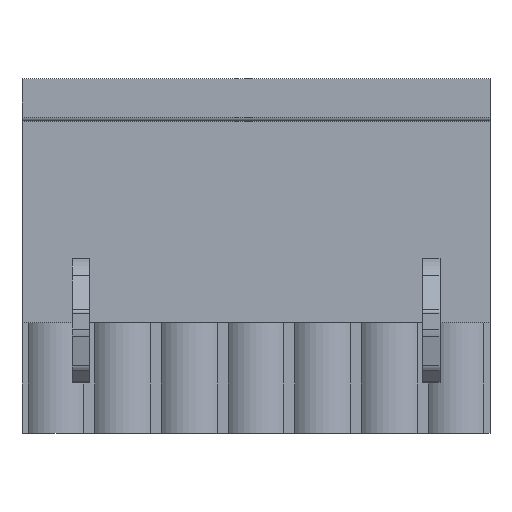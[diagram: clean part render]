
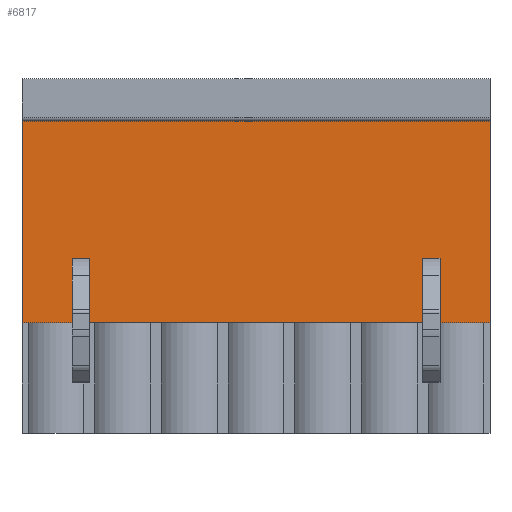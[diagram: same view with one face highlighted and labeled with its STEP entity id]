
A CAD part, top view. The second image highlights one B-rep face of the part: STEP entity #6817.
In plain terms, the highlighted planar face has unit normal (0, 0, 1).
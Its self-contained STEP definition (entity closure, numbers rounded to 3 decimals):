
#86=DIRECTION('',(0.,-1.,0.));
#87=VECTOR('',#86,15.1);
#88=CARTESIAN_POINT('',(0.,9.44,6.96));
#89=LINE('',#88,#87);
#757=DIRECTION('',(1.,0.,0.));
#758=VECTOR('',#757,3.75);
#759=CARTESIAN_POINT('',(0.,-5.66,6.96));
#760=LINE('',#759,#758);
#765=DIRECTION('',(1.,0.,0.));
#766=VECTOR('',#765,25.);
#767=CARTESIAN_POINT('',(5.05,-5.66,6.96));
#768=LINE('',#767,#766);
#773=DIRECTION('',(1.,0.,0.));
#774=VECTOR('',#773,3.75);
#775=CARTESIAN_POINT('',(31.35,-5.66,6.96));
#776=LINE('',#775,#774);
#852=DIRECTION('',(0.,1.,0.));
#853=VECTOR('',#852,4.844);
#854=CARTESIAN_POINT('',(3.75,-5.66,6.96));
#855=LINE('',#854,#853);
#856=DIRECTION('',(1.,0.,0.));
#857=VECTOR('',#856,35.1);
#858=CARTESIAN_POINT('',(0.,9.44,6.96));
#859=LINE('',#858,#857);
#860=DIRECTION('',(0.,1.,0.));
#861=VECTOR('',#860,4.844);
#862=CARTESIAN_POINT('',(31.35,-5.66,6.96));
#863=LINE('',#862,#861);
#864=DIRECTION('',(1.,0.,0.));
#865=VECTOR('',#864,1.3);
#866=CARTESIAN_POINT('',(30.05,-0.816,6.96));
#867=LINE('',#866,#865);
#868=DIRECTION('',(0.,1.,0.));
#869=VECTOR('',#868,4.844);
#870=CARTESIAN_POINT('',(30.05,-5.66,6.96));
#871=LINE('',#870,#869);
#872=DIRECTION('',(0.,1.,0.));
#873=VECTOR('',#872,4.844);
#874=CARTESIAN_POINT('',(5.05,-5.66,6.96));
#875=LINE('',#874,#873);
#876=DIRECTION('',(1.,0.,0.));
#877=VECTOR('',#876,1.3);
#878=CARTESIAN_POINT('',(3.75,-0.816,6.96));
#879=LINE('',#878,#877);
#2442=DIRECTION('',(0.,-1.,0.));
#2443=VECTOR('',#2442,15.1);
#2444=CARTESIAN_POINT('',(35.1,9.44,6.96));
#2445=LINE('',#2444,#2443);
#4725=CARTESIAN_POINT('',(0.,9.44,6.96));
#4726=VERTEX_POINT('',#4725);
#4727=CARTESIAN_POINT('',(0.,-5.66,6.96));
#4728=VERTEX_POINT('',#4727);
#4769=CARTESIAN_POINT('',(35.1,9.44,6.96));
#4770=VERTEX_POINT('',#4769);
#4771=CARTESIAN_POINT('',(35.1,-5.66,6.96));
#4772=VERTEX_POINT('',#4771);
#6113=CARTESIAN_POINT('',(31.35,-5.66,6.96));
#6114=CARTESIAN_POINT('',(31.35,-0.816,6.96));
#6115=VERTEX_POINT('',#6113);
#6116=VERTEX_POINT('',#6114);
#6117=CARTESIAN_POINT('',(30.05,-5.66,6.96));
#6118=CARTESIAN_POINT('',(30.05,-0.816,6.96));
#6119=VERTEX_POINT('',#6117);
#6120=VERTEX_POINT('',#6118);
#6181=CARTESIAN_POINT('',(3.75,-5.66,6.96));
#6182=VERTEX_POINT('',#6181);
#6183=CARTESIAN_POINT('',(3.75,-0.816,6.96));
#6184=VERTEX_POINT('',#6183);
#6185=CARTESIAN_POINT('',(5.05,-5.66,6.96));
#6186=VERTEX_POINT('',#6185);
#6187=CARTESIAN_POINT('',(5.05,-0.816,6.96));
#6188=VERTEX_POINT('',#6187);
#6790=CARTESIAN_POINT('',(0.,9.44,6.96));
#6791=DIRECTION('',(0.,0.,1.));
#6792=DIRECTION('',(0.,-1.,0.));
#6793=AXIS2_PLACEMENT_3D('',#6790,#6791,#6792);
#6794=PLANE('',#6793);
#6796=ORIENTED_EDGE('',*,*,#6795,.F.);
#6797=ORIENTED_EDGE('',*,*,#6737,.F.);
#6798=ORIENTED_EDGE('',*,*,#6236,.F.);
#6800=ORIENTED_EDGE('',*,*,#6799,.T.);
#6802=ORIENTED_EDGE('',*,*,#6801,.T.);
#6803=ORIENTED_EDGE('',*,*,#6753,.F.);
#6805=ORIENTED_EDGE('',*,*,#6804,.T.);
#6807=ORIENTED_EDGE('',*,*,#6806,.F.);
#6809=ORIENTED_EDGE('',*,*,#6808,.F.);
#6810=ORIENTED_EDGE('',*,*,#6745,.F.);
#6812=ORIENTED_EDGE('',*,*,#6811,.T.);
#6814=ORIENTED_EDGE('',*,*,#6813,.F.);
#6815=EDGE_LOOP('',(#6796,#6797,#6798,#6800,#6802,#6803,#6805,#6807,#6809,#6810,
#6812,#6814));
#6816=FACE_OUTER_BOUND('',#6815,.F.);
#6817=ADVANCED_FACE('',(#6816),#6794,.T.);
#6236=EDGE_CURVE('',#4726,#4728,#89,.T.);
#6737=EDGE_CURVE('',#4728,#6182,#760,.T.);
#6745=EDGE_CURVE('',#6186,#6119,#768,.T.);
#6753=EDGE_CURVE('',#6115,#4772,#776,.T.);
#6795=EDGE_CURVE('',#6182,#6184,#855,.T.);
#6799=EDGE_CURVE('',#4726,#4770,#859,.T.);
#6801=EDGE_CURVE('',#4770,#4772,#2445,.T.);
#6804=EDGE_CURVE('',#6115,#6116,#863,.T.);
#6806=EDGE_CURVE('',#6120,#6116,#867,.T.);
#6808=EDGE_CURVE('',#6119,#6120,#871,.T.);
#6811=EDGE_CURVE('',#6186,#6188,#875,.T.);
#6813=EDGE_CURVE('',#6184,#6188,#879,.T.);
